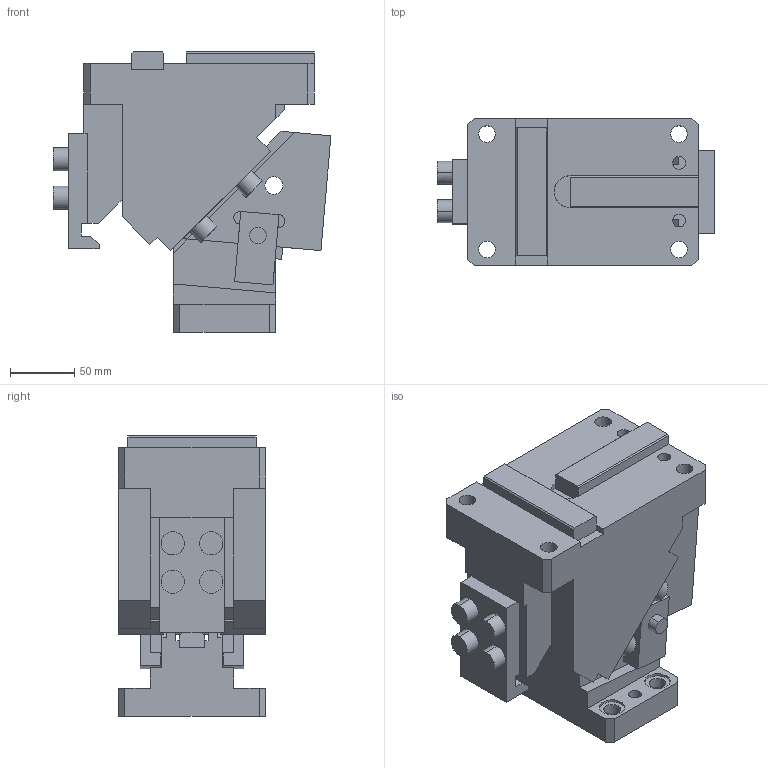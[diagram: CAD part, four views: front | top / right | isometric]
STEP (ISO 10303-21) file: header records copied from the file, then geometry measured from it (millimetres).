
FILE_DESCRIPTION(('CATIA V5 STEP Exchange'),'2;1');
FILE_NAME('CACK_65_05.stp','2015-04-22T15:52:24+00:00',('none'),('none'),'CATIA Version 5 Release 19 SP 2 (IN-10)','CATIA V5 STEP AP203','none');
FILE_SCHEMA(('CONFIG_CONTROL_DESIGN'));
Length unit declared in the file: millimetre
Products named in the file (1): CACK_65_05
Bounding box: 217.01 x 115 x 219 mm (x, y, z)
Volume: 2753148.2 mm3; surface area: 275237.7 mm2
Topology: 3 solids, 3 shells, 285 faces, 762 edges, 500 vertices
Faces by surface type: plane 195, cylinder 88, cone 2
Entity records: 9173 total; most frequent: CARTESIAN_POINT 2097, ORIENTED_EDGE 1520, DIRECTION 1265, EDGE_CURVE 760, VECTOR 582, LINE 582, VERTEX_POINT 500, AXIS2_PLACEMENT_3D 418
